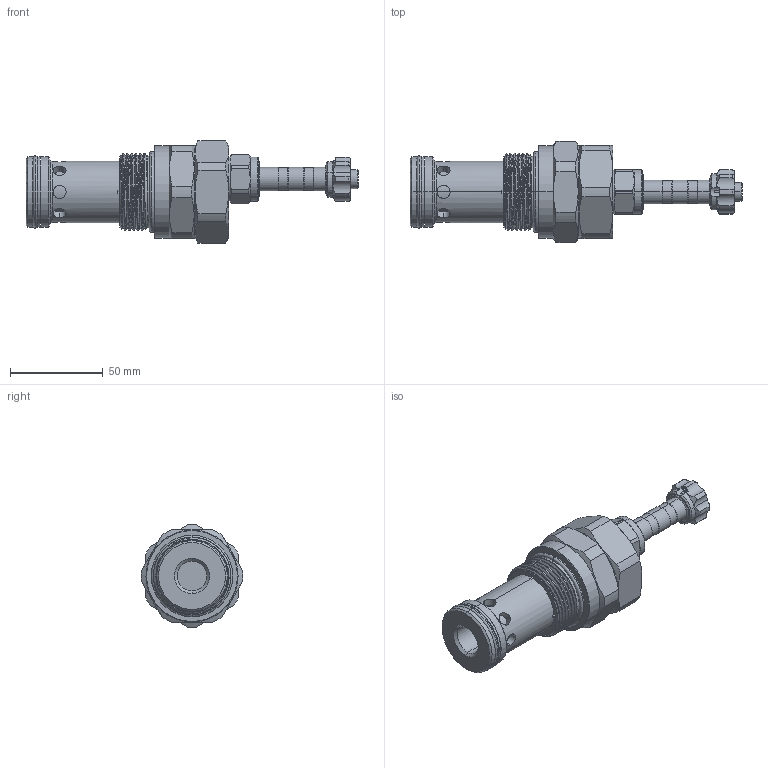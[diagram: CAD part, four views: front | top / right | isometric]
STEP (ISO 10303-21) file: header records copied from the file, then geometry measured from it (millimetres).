
FILE_DESCRIPTION (( 'STEP AP203' ), '1' );
FILE_NAME ('EP04E2A03M05.STEP', '2016-08-11T07:08:00', ( '' ), ( '' ), 'SwSTEP 2.0', 'SolidWorks 2012', '' );
FILE_SCHEMA (( 'CONFIG_CONTROL_DESIGN' ));
Length unit declared in the file: millimetre
Products named in the file (1): EP04E2A03M05
Bounding box: 178.6 x 54.46 x 55.08 mm (x, y, z)
Volume: 166245.5 mm3; surface area: 31298.6 mm2
Topology: 5 solids, 5 shells, 336 faces, 816 edges, 507 vertices
Faces by surface type: cylinder 156, cone 88, plane 48, torus 32, bspline 12
Entity records: 21713 total; most frequent: CARTESIAN_POINT 14066, ORIENTED_EDGE 1632, DIRECTION 1557, EDGE_CURVE 816, AXIS2_PLACEMENT_3D 665, VERTEX_POINT 507, EDGE_LOOP 363, CIRCLE 340
